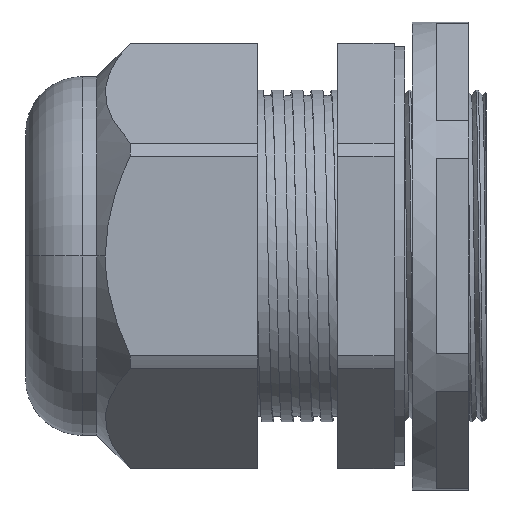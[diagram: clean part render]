
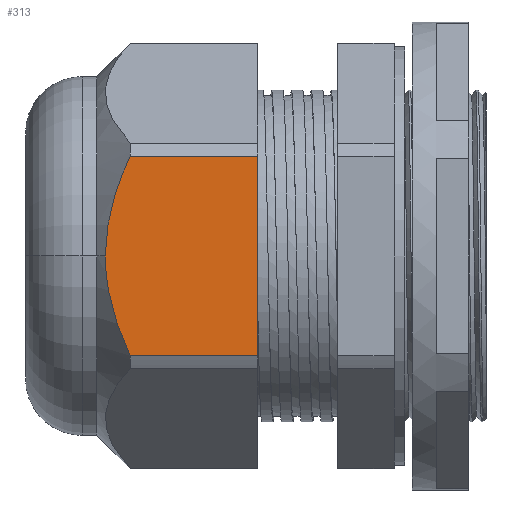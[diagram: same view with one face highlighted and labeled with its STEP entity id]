
A CAD part, left-side view. The second image highlights one B-rep face of the part: STEP entity #313.
In plain terms, the highlighted planar face has unit normal (-1, 0, 0).
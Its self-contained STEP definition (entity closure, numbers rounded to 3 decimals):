
#313 = ADVANCED_FACE ( 'NONE', ( #10106 ), #6744, .F. ) ;
#396 = EDGE_CURVE ( 'NONE', #11229, #9715, #9830, .T. ) ;
#637 = ORIENTED_EDGE ( 'NONE', *, *, #396, .F. ) ;
#990 = CARTESIAN_POINT ( 'NONE',  ( -26.5, 39.631, 7.802 ) ) ;
#1008 = EDGE_CURVE ( 'NONE', #12161, #10289, #1137, .T. ) ;
#1137 = B_SPLINE_CURVE_WITH_KNOTS ( 'NONE', 3,
 ( #4061, #4087, #4094, #4059, #4044, #4040, #4028, #4020, #4014, #3999 ),
 .UNSPECIFIED., .F., .F.,
 ( 4, 2, 2, 2, 4 ),
 ( 0.018, 0.022, 0.024, 0.025, 0.033 ),
 .UNSPECIFIED. ) ;
#1224 = AXIS2_PLACEMENT_3D ( 'NONE', #6391, #6382, #6378 ) ;
#1477 = ORIENTED_EDGE ( 'NONE', *, *, #8213, .F. ) ;
#1745 = CARTESIAN_POINT ( 'NONE',  ( -26.5, 37.25, 14.062 ) ) ;
#1862 = CARTESIAN_POINT ( 'NONE',  ( -26.5, 19.25, 14.062 ) ) ;
#1982 = CARTESIAN_POINT ( 'NONE',  ( -26.5, 39.087, 9.55 ) ) ;
#2058 = DIRECTION ( 'NONE',  ( 0., 1., 0. ) ) ;
#2448 = CARTESIAN_POINT ( 'NONE',  ( -26.5, 37.25, -14.062 ) ) ;
#2956 = CARTESIAN_POINT ( 'NONE',  ( -26.5, 38.241, 11.848 ) ) ;
#3802 = VECTOR ( 'NONE', #2058, 1000. ) ;
#3964 = CARTESIAN_POINT ( 'NONE',  ( -26.5, 37.25, 14.062 ) ) ;
#3999 = CARTESIAN_POINT ( 'NONE',  ( -26.5, 40.75, 0. ) ) ;
#4014 = CARTESIAN_POINT ( 'NONE',  ( -26.5, 40.75, -2.463 ) ) ;
#4020 = CARTESIAN_POINT ( 'NONE',  ( -26.5, 40.403, -4.862 ) ) ;
#4028 = CARTESIAN_POINT ( 'NONE',  ( -26.5, 39.632, -7.799 ) ) ;
#4040 = CARTESIAN_POINT ( 'NONE',  ( -26.5, 39.461, -8.383 ) ) ;
#4044 = CARTESIAN_POINT ( 'NONE',  ( -26.5, 39.089, -9.545 ) ) ;
#4059 = CARTESIAN_POINT ( 'NONE',  ( -26.5, 38.886, -10.125 ) ) ;
#4061 = CARTESIAN_POINT ( 'NONE',  ( -26.5, 37.25, -14.062 ) ) ;
#4087 = CARTESIAN_POINT ( 'NONE',  ( -26.5, 37.764, -12.965 ) ) ;
#4094 = CARTESIAN_POINT ( 'NONE',  ( -26.5, 38.242, -11.846 ) ) ;
#4635 = CARTESIAN_POINT ( 'NONE',  ( -26.5, 19.25, -14.062 ) ) ;
#4671 = EDGE_CURVE ( 'NONE', #11229, #9439, #6384, .T. ) ;
#4788 = VECTOR ( 'NONE', #6066, 1000. ) ;
#4888 = CARTESIAN_POINT ( 'NONE',  ( -26.5, 40.75, 1.231 ) ) ;
#5392 = EDGE_CURVE ( 'NONE', #10289, #9439, #7609, .T. ) ;
#5865 = CARTESIAN_POINT ( 'NONE',  ( -26.5, 40.664, 2.449 ) ) ;
#6066 = DIRECTION ( 'NONE',  ( 0., 0., -1. ) ) ;
#6108 = CARTESIAN_POINT ( 'NONE',  ( -26.5, 19.25, 0. ) ) ;
#6209 = CARTESIAN_POINT ( 'NONE',  ( -26.5, -13., -14.062 ) ) ;
#6378 = DIRECTION ( 'NONE',  ( 0., 0., -1. ) ) ;
#6382 = DIRECTION ( 'NONE',  ( 1., 0., 0. ) ) ;
#6384 = LINE ( 'NONE', #7891, #3802 ) ;
#6391 = CARTESIAN_POINT ( 'NONE',  ( -26.5, -13., 0. ) ) ;
#6744 = PLANE ( 'NONE',  #1224 ) ;
#6847 = CARTESIAN_POINT ( 'NONE',  ( -26.5, 40.094, 6.04 ) ) ;
#7609 = B_SPLINE_CURVE_WITH_KNOTS ( 'NONE', 3,
 ( #10498, #4888, #5865, #12324, #6847, #990, #7808, #1982, #8729, #2956, #9635, #3964 ),
 .UNSPECIFIED., .F., .F.,
 ( 4, 2, 2, 2, 2, 4 ),
 ( 0.033, 0.036, 0.04, 0.042, 0.043, 0.047 ),
 .UNSPECIFIED. ) ;
#7808 = CARTESIAN_POINT ( 'NONE',  ( -26.5, 39.46, 8.387 ) ) ;
#7891 = CARTESIAN_POINT ( 'NONE',  ( -26.5, -13., 14.062 ) ) ;
#8213 = EDGE_CURVE ( 'NONE', #9715, #12161, #10406, .T. ) ;
#8517 = CARTESIAN_POINT ( 'NONE',  ( -26.5, 40.75, 0. ) ) ;
#8729 = CARTESIAN_POINT ( 'NONE',  ( -26.5, 38.885, 10.13 ) ) ;
#9439 = VERTEX_POINT ( 'NONE', #1745 ) ;
#9634 = ORIENTED_EDGE ( 'NONE', *, *, #4671, .T. ) ;
#9635 = CARTESIAN_POINT ( 'NONE',  ( -26.5, 37.764, 12.966 ) ) ;
#9715 = VERTEX_POINT ( 'NONE', #4635 ) ;
#9778 = ORIENTED_EDGE ( 'NONE', *, *, #1008, .F. ) ;
#9830 = LINE ( 'NONE', #6108, #4788 ) ;
#9944 = DIRECTION ( 'NONE',  ( 0., 1., 0. ) ) ;
#9987 = ORIENTED_EDGE ( 'NONE', *, *, #5392, .F. ) ;
#10106 = FACE_OUTER_BOUND ( 'NONE', #10836, .T. ) ;
#10289 = VERTEX_POINT ( 'NONE', #8517 ) ;
#10406 = LINE ( 'NONE', #6209, #12253 ) ;
#10498 = CARTESIAN_POINT ( 'NONE',  ( -26.5, 40.75, 0. ) ) ;
#10836 = EDGE_LOOP ( 'NONE', ( #1477, #637, #9634, #9987, #9778 ) ) ;
#11229 = VERTEX_POINT ( 'NONE', #1862 ) ;
#12161 = VERTEX_POINT ( 'NONE', #2448 ) ;
#12253 = VECTOR ( 'NONE', #9944, 1000. ) ;
#12324 = CARTESIAN_POINT ( 'NONE',  ( -26.5, 40.336, 4.852 ) ) ;
